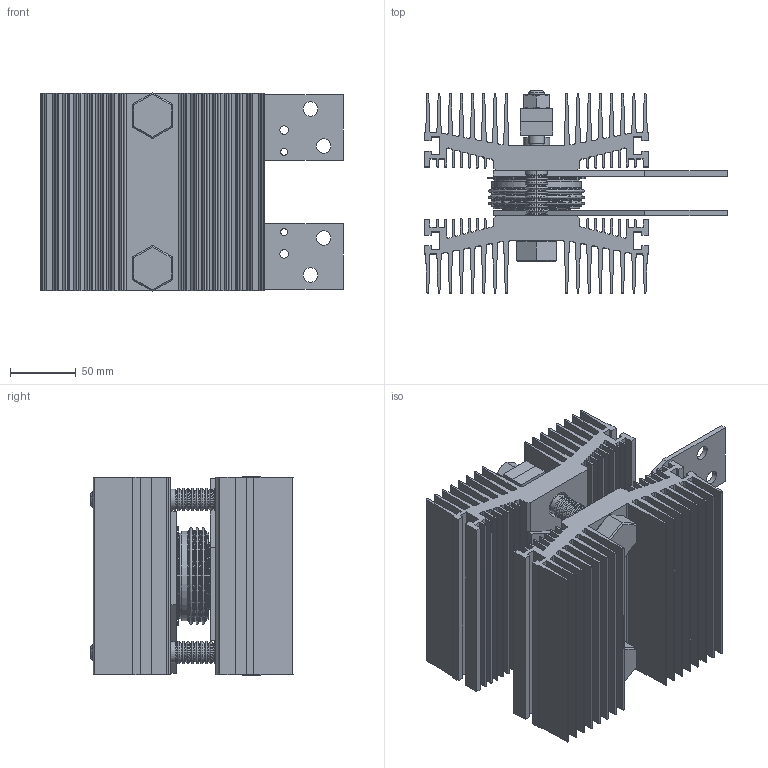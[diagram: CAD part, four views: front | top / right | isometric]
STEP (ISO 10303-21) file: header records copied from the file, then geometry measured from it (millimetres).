
FILE_DESCRIPTION (( 'STEP AP214' ), '1' );
FILE_NAME ('O253-PD53.STEP', '2021-04-20T06:59:34', ( '' ), ( '' ), 'SwSTEP 2.0', 'SolidWorks 2018', '' );
FILE_SCHEMA (( 'AUTOMOTIVE_DESIGN' ));
Length unit declared in the file: millimetre
Products named in the file (1): O253-PD53
Bounding box: 230 x 154 x 151 mm (x, y, z)
Volume: 1490618.4 mm3; surface area: 696476.5 mm2
Topology: 26 solids, 26 shells, 1159 faces, 2818 edges, 1723 vertices
Faces by surface type: plane 439, cylinder 302, cone 216, torus 200, sphere 2
Entity records: 47088 total; most frequent: DIRECTION 6306, CARTESIAN_POINT 5997, ORIENTED_EDGE 5612, EDGE_CURVE 2806, AXIS2_PLACEMENT_3D 2384, VERTEX_POINT 1723, VECTOR 1538, LINE 1538
